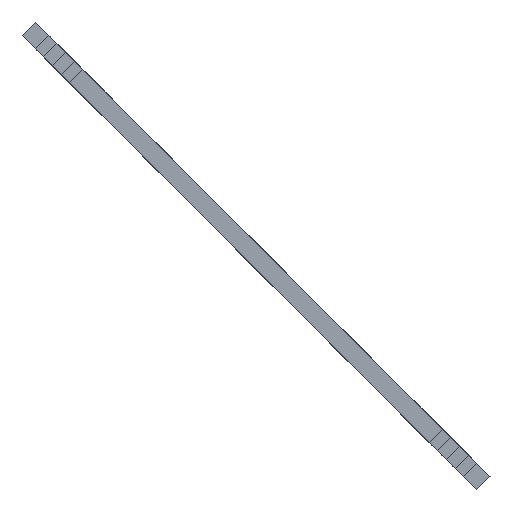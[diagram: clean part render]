
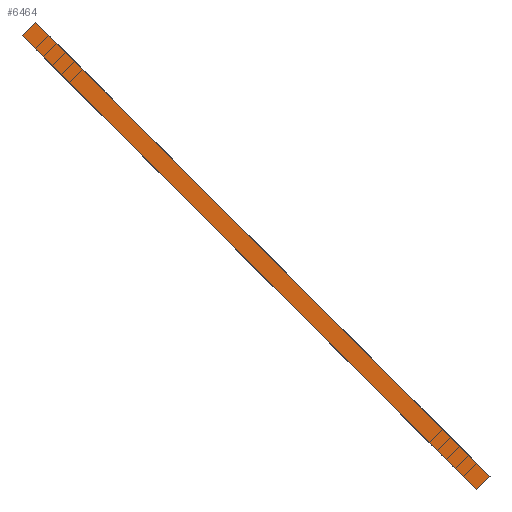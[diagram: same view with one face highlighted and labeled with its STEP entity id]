
A CAD part, left-side view. The second image highlights one B-rep face of the part: STEP entity #6464.
In plain terms, the highlighted planar face has unit normal (-1, 0, 0).
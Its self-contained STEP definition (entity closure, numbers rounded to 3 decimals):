
#390=FACE_OUTER_BOUND('',#692,.T.);
#692=EDGE_LOOP('',(#5259,#5260,#5261,#5262));
#1652=LINE('',#10095,#2552);
#1660=LINE('',#10110,#2560);
#1661=LINE('',#10112,#2561);
#1662=LINE('',#10113,#2562);
#2552=VECTOR('',#8285,10.);
#2560=VECTOR('',#8297,10.);
#2561=VECTOR('',#8300,10.);
#2562=VECTOR('',#8301,10.);
#3155=VERTEX_POINT('',#10091);
#3157=VERTEX_POINT('',#10094);
#3161=VERTEX_POINT('',#10106);
#3162=VERTEX_POINT('',#10108);
#4052=EDGE_CURVE('',#3155,#3157,#1652,.T.);
#4060=EDGE_CURVE('',#3161,#3162,#1660,.T.);
#4061=EDGE_CURVE('',#3161,#3155,#1661,.T.);
#4062=EDGE_CURVE('',#3157,#3162,#1662,.T.);
#5259=ORIENTED_EDGE('',*,*,#4061,.F.);
#5260=ORIENTED_EDGE('',*,*,#4060,.T.);
#5261=ORIENTED_EDGE('',*,*,#4062,.F.);
#5262=ORIENTED_EDGE('',*,*,#4052,.F.);
#6162=PLANE('',#6792);
#6464=ADVANCED_FACE('',(#390),#6162,.T.);
#6792=AXIS2_PLACEMENT_3D('',#10111,#8298,#8299);
#8285=DIRECTION('',(0.,-0.707,0.707));
#8297=DIRECTION('',(0.,-0.707,0.707));
#8298=DIRECTION('center_axis',(-1.,0.,0.));
#8299=DIRECTION('ref_axis',(0.,-0.707,-0.707));
#8300=DIRECTION('',(0.,0.707,0.707));
#8301=DIRECTION('',(0.,-0.707,-0.707));
#10091=CARTESIAN_POINT('',(98.095,170.7,44.125));
#10094=CARTESIAN_POINT('',(98.095,169.639,45.186));
#10095=CARTESIAN_POINT('',(98.095,170.7,44.125));
#10106=CARTESIAN_POINT('',(98.095,133.859,7.285));
#10108=CARTESIAN_POINT('',(98.095,132.798,8.345));
#10110=CARTESIAN_POINT('',(98.095,133.859,7.285));
#10111=CARTESIAN_POINT('Origin',(98.095,170.7,44.125));
#10112=CARTESIAN_POINT('',(98.095,133.859,7.285));
#10113=CARTESIAN_POINT('',(98.095,132.798,8.345));
